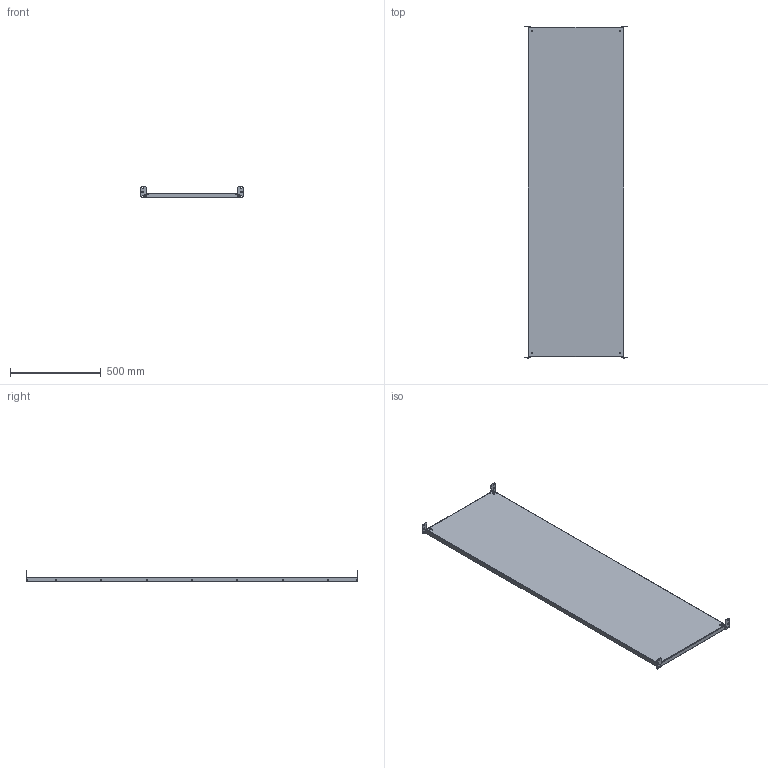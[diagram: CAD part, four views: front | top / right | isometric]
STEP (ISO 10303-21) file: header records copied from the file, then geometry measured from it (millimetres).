
FILE_DESCRIPTION (( 'STEP AP214' ), '1' );
FILE_NAME ('PM-06.19.STEP', '2017-07-04T17:44:53', ( '' ), ( '' ), 'SwSTEP 2.0', 'SolidWorks 2017', '' );
FILE_SCHEMA (( 'AUTOMOTIVE_DESIGN' ));
Length unit declared in the file: millimetre
Products named in the file (5): PM(PG1_0800_06 19); PG1_0802(asd); PM-06.19-1; PG1_0803(asd); PM-06.19
Assembly tree (6 placements, depth 3):
  PM-06.19
    PM-06.19-1
      PM(PG1_0800_06 19)
      PG1_0802(asd)  x2
      PG1_0803(asd)  x2
Bounding box: 567 x 1830 x 65 mm (x, y, z)
Volume: 2159126.2 mm3; surface area: 2162934.5 mm2
Topology: 5 solids, 5 shells, 266 faces, 676 edges, 420 vertices
Faces by surface type: plane 158, cylinder 100, bspline 8
Entity records: 5664 total; most frequent: CARTESIAN_POINT 1272, DIRECTION 876, ORIENTED_EDGE 860, EDGE_CURVE 430, AXIS2_PLACEMENT_3D 302, VECTOR 272, LINE 272, VERTEX_POINT 266
